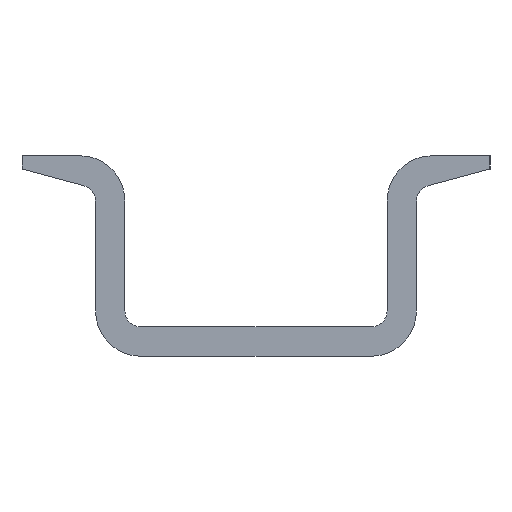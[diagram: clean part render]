
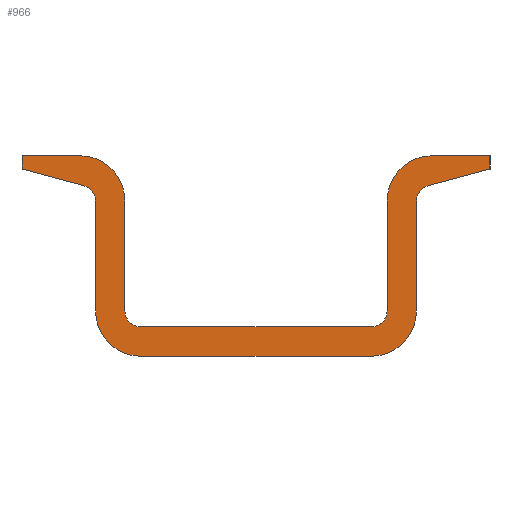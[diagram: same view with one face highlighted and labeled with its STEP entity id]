
A CAD part, left-side view. The second image highlights one B-rep face of the part: STEP entity #966.
In plain terms, the highlighted planar face has unit normal (-1, 0, 0).
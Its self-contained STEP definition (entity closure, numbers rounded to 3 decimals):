
#860=FACE_OUTER_BOUND('',#1214,.T.);
#966=ADVANCED_FACE('',(#860),#1064,.T.);
#1064=PLANE('',#3089);
#1214=EDGE_LOOP('',(#1991,#1992,#1993,#1994,#1995,#1996,#1997,#1998,#1999,
#2000,#2001,#2002,#2003,#2004,#2005,#2006,#2007,#2008,#2009,#2010));
#1321=LINE('',#3892,#1533);
#1345=LINE('',#3981,#1557);
#1349=LINE('',#3990,#1561);
#1353=LINE('',#4002,#1565);
#1357=LINE('',#4017,#1569);
#1361=LINE('',#4029,#1573);
#1364=LINE('',#4035,#1576);
#1367=LINE('',#4041,#1579);
#1371=LINE('',#4053,#1583);
#1417=LINE('',#4233,#1629);
#1421=LINE('',#4245,#1633);
#1425=LINE('',#4257,#1637);
#1533=VECTOR('',#3243,1.);
#1557=VECTOR('',#3309,1.);
#1561=VECTOR('',#3315,1.);
#1565=VECTOR('',#3327,1.);
#1569=VECTOR('',#3345,1.);
#1573=VECTOR('',#3357,1.);
#1576=VECTOR('',#3362,1.);
#1579=VECTOR('',#3367,1.);
#1583=VECTOR('',#3379,1.);
#1629=VECTOR('',#3517,1.);
#1633=VECTOR('',#3529,1.);
#1637=VECTOR('',#3541,1.);
#1991=ORIENTED_EDGE('',*,*,#2643,.F.);
#1992=ORIENTED_EDGE('',*,*,#2781,.F.);
#1993=ORIENTED_EDGE('',*,*,#2778,.F.);
#1994=ORIENTED_EDGE('',*,*,#2775,.F.);
#1995=ORIENTED_EDGE('',*,*,#2772,.F.);
#1996=ORIENTED_EDGE('',*,*,#2769,.F.);
#1997=ORIENTED_EDGE('',*,*,#2682,.F.);
#1998=ORIENTED_EDGE('',*,*,#2679,.F.);
#1999=ORIENTED_EDGE('',*,*,#2676,.F.);
#2000=ORIENTED_EDGE('',*,*,#2673,.F.);
#2001=ORIENTED_EDGE('',*,*,#2670,.F.);
#2002=ORIENTED_EDGE('',*,*,#2667,.F.);
#2003=ORIENTED_EDGE('',*,*,#2664,.F.);
#2004=ORIENTED_EDGE('',*,*,#2661,.F.);
#2005=ORIENTED_EDGE('',*,*,#2658,.F.);
#2006=ORIENTED_EDGE('',*,*,#2599,.F.);
#2007=ORIENTED_EDGE('',*,*,#2656,.F.);
#2008=ORIENTED_EDGE('',*,*,#2653,.F.);
#2009=ORIENTED_EDGE('',*,*,#2650,.F.);
#2010=ORIENTED_EDGE('',*,*,#2647,.F.);
#2391=VERTEX_POINT('',#3893);
#2392=VERTEX_POINT('',#3894);
#2435=VERTEX_POINT('',#3982);
#2436=VERTEX_POINT('',#3983);
#2439=VERTEX_POINT('',#3991);
#2441=VERTEX_POINT('',#3997);
#2443=VERTEX_POINT('',#4003);
#2445=VERTEX_POINT('',#4012);
#2447=VERTEX_POINT('',#4018);
#2449=VERTEX_POINT('',#4024);
#2451=VERTEX_POINT('',#4030);
#2453=VERTEX_POINT('',#4036);
#2455=VERTEX_POINT('',#4042);
#2457=VERTEX_POINT('',#4048);
#2459=VERTEX_POINT('',#4054);
#2461=VERTEX_POINT('',#4060);
#2547=VERTEX_POINT('',#4234);
#2549=VERTEX_POINT('',#4240);
#2551=VERTEX_POINT('',#4246);
#2553=VERTEX_POINT('',#4252);
#2599=EDGE_CURVE('',#2391,#2392,#1321,.T.);
#2643=EDGE_CURVE('',#2435,#2436,#1345,.T.);
#2647=EDGE_CURVE('',#2436,#2439,#1349,.T.);
#2650=EDGE_CURVE('',#2439,#2441,#2909,.T.);
#2653=EDGE_CURVE('',#2441,#2443,#1353,.T.);
#2656=EDGE_CURVE('',#2443,#2391,#2911,.T.);
#2658=EDGE_CURVE('',#2392,#2445,#2913,.T.);
#2661=EDGE_CURVE('',#2445,#2447,#1357,.T.);
#2664=EDGE_CURVE('',#2447,#2449,#2915,.T.);
#2667=EDGE_CURVE('',#2449,#2451,#1361,.T.);
#2670=EDGE_CURVE('',#2451,#2453,#1364,.T.);
#2673=EDGE_CURVE('',#2453,#2455,#1367,.T.);
#2676=EDGE_CURVE('',#2455,#2457,#2917,.T.);
#2679=EDGE_CURVE('',#2457,#2459,#1371,.T.);
#2682=EDGE_CURVE('',#2459,#2461,#2919,.T.);
#2769=EDGE_CURVE('',#2461,#2547,#1417,.T.);
#2772=EDGE_CURVE('',#2547,#2549,#2963,.T.);
#2775=EDGE_CURVE('',#2549,#2551,#1421,.T.);
#2778=EDGE_CURVE('',#2551,#2553,#2965,.T.);
#2781=EDGE_CURVE('',#2553,#2435,#1425,.T.);
#2909=CIRCLE('',#3013,1.2);
#2911=CIRCLE('',#3017,3.395);
#2913=CIRCLE('',#3020,3.395);
#2915=CIRCLE('',#3024,1.2);
#2917=CIRCLE('',#3030,3.395);
#2919=CIRCLE('',#3034,1.2);
#2963=CIRCLE('',#3080,1.2);
#2965=CIRCLE('',#3084,3.395);
#3013=AXIS2_PLACEMENT_3D('',#3996,#3320,#3321);
#3017=AXIS2_PLACEMENT_3D('',#4008,#3332,#3333);
#3020=AXIS2_PLACEMENT_3D('',#4011,#3338,#3339);
#3024=AXIS2_PLACEMENT_3D('',#4023,#3350,#3351);
#3030=AXIS2_PLACEMENT_3D('',#4047,#3372,#3373);
#3034=AXIS2_PLACEMENT_3D('',#4059,#3384,#3385);
#3080=AXIS2_PLACEMENT_3D('',#4239,#3522,#3523);
#3084=AXIS2_PLACEMENT_3D('',#4251,#3534,#3535);
#3089=AXIS2_PLACEMENT_3D('',#4261,#3547,#3548);
#3243=DIRECTION('',(0.,1.,0.));
#3309=DIRECTION('',(0.,0.,-1.));
#3315=DIRECTION('',(0.,0.966,-0.259));
#3320=DIRECTION('',(-1.,0.,0.));
#3321=DIRECTION('',(0.,0.259,0.966));
#3327=DIRECTION('',(0.,0.,-1.));
#3332=DIRECTION('',(1.,0.,0.));
#3333=DIRECTION('',(0.,-1.,0.));
#3338=DIRECTION('',(1.,0.,0.));
#3339=DIRECTION('',(0.,0.,-1.));
#3345=DIRECTION('',(0.,0.,1.));
#3350=DIRECTION('',(-1.,0.,0.));
#3351=DIRECTION('',(0.,-1.,0.));
#3357=DIRECTION('',(0.,0.966,0.259));
#3362=DIRECTION('',(0.,0.,1.));
#3367=DIRECTION('',(0.,-1.,0.));
#3372=DIRECTION('',(1.,0.,0.));
#3373=DIRECTION('',(0.,0.,1.));
#3379=DIRECTION('',(0.,0.,-1.));
#3384=DIRECTION('',(-1.,0.,0.));
#3385=DIRECTION('',(0.,1.,0.));
#3517=DIRECTION('',(0.,-1.,0.));
#3522=DIRECTION('',(-1.,0.,0.));
#3523=DIRECTION('',(0.,0.,-1.));
#3529=DIRECTION('',(0.,0.,1.));
#3534=DIRECTION('',(1.,0.,0.));
#3535=DIRECTION('',(0.,1.,0.));
#3541=DIRECTION('',(0.,-1.,0.));
#3547=DIRECTION('',(-1.,0.,0.));
#3548=DIRECTION('',(0.,0.,1.));
#3892=CARTESIAN_POINT('',(-265.,-8.605,-15.));
#3893=CARTESIAN_POINT('',(-265.,-8.605,-15.));
#3894=CARTESIAN_POINT('',(-265.,8.605,-15.));
#3981=CARTESIAN_POINT('',(-265.,-17.5,0.));
#3982=CARTESIAN_POINT('',(-265.,-17.5,0.));
#3983=CARTESIAN_POINT('',(-265.,-17.5,-1.));
#3990=CARTESIAN_POINT('',(-265.,-17.5,-1.));
#3991=CARTESIAN_POINT('',(-265.,-12.889,-2.235));
#3996=CARTESIAN_POINT('',(-265.,-13.2,-3.395));
#3997=CARTESIAN_POINT('',(-265.,-12.,-3.395));
#4002=CARTESIAN_POINT('',(-265.,-12.,-3.395));
#4003=CARTESIAN_POINT('',(-265.,-12.,-11.605));
#4008=CARTESIAN_POINT('',(-265.,-8.605,-11.605));
#4011=CARTESIAN_POINT('',(-265.,8.605,-11.605));
#4012=CARTESIAN_POINT('',(-265.,12.,-11.605));
#4017=CARTESIAN_POINT('',(-265.,12.,-11.605));
#4018=CARTESIAN_POINT('',(-265.,12.,-3.395));
#4023=CARTESIAN_POINT('',(-265.,13.2,-3.395));
#4024=CARTESIAN_POINT('',(-265.,12.889,-2.235));
#4029=CARTESIAN_POINT('',(-265.,12.889,-2.235));
#4030=CARTESIAN_POINT('',(-265.,17.5,-1.));
#4035=CARTESIAN_POINT('',(-265.,17.5,-1.));
#4036=CARTESIAN_POINT('',(-265.,17.5,0.));
#4041=CARTESIAN_POINT('',(-265.,17.5,0.));
#4042=CARTESIAN_POINT('',(-265.,13.2,0.));
#4047=CARTESIAN_POINT('',(-265.,13.2,-3.395));
#4048=CARTESIAN_POINT('',(-265.,9.805,-3.395));
#4053=CARTESIAN_POINT('',(-265.,9.805,-3.395));
#4054=CARTESIAN_POINT('',(-265.,9.805,-11.605));
#4059=CARTESIAN_POINT('',(-265.,8.605,-11.605));
#4060=CARTESIAN_POINT('',(-265.,8.605,-12.805));
#4233=CARTESIAN_POINT('',(-265.,8.605,-12.805));
#4234=CARTESIAN_POINT('',(-265.,-8.605,-12.805));
#4239=CARTESIAN_POINT('',(-265.,-8.605,-11.605));
#4240=CARTESIAN_POINT('',(-265.,-9.805,-11.605));
#4245=CARTESIAN_POINT('',(-265.,-9.805,-11.605));
#4246=CARTESIAN_POINT('',(-265.,-9.805,-3.395));
#4251=CARTESIAN_POINT('',(-265.,-13.2,-3.395));
#4252=CARTESIAN_POINT('',(-265.,-13.2,0.));
#4257=CARTESIAN_POINT('',(-265.,-13.2,0.));
#4261=CARTESIAN_POINT('',(-265.,-13.2,-3.395));
